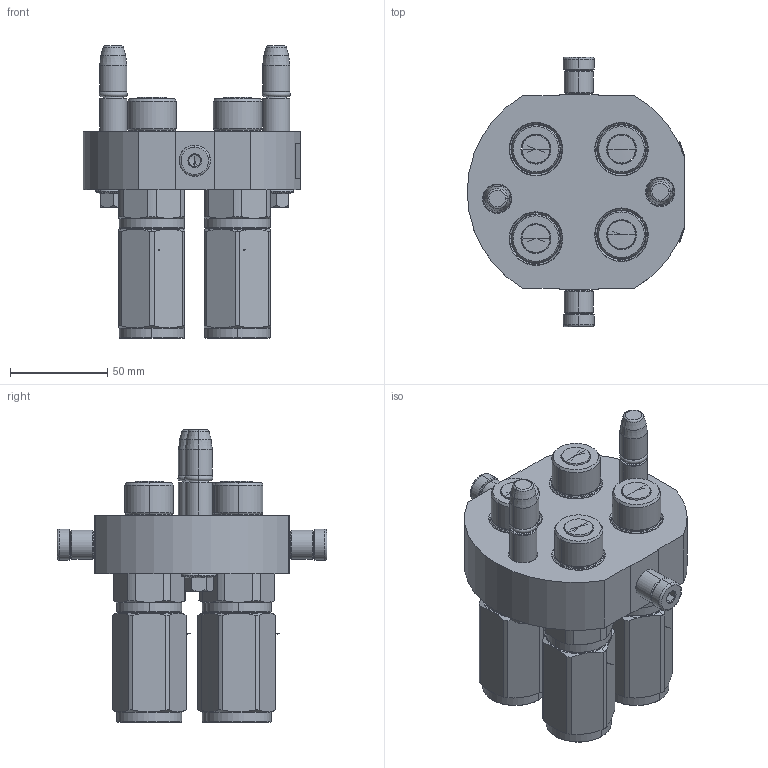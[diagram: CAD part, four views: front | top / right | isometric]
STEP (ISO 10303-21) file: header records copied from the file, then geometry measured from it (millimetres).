
FILE_DESCRIPTION (( 'STEP AP214' ), '1' );
FILE_NAME ('FASTER.step', '2022-02-21T16:24:00', ( '' ), ( '' ), 'SwSTEP 2.0', 'SolidWorks 2017', '' );
FILE_SCHEMA (( 'AUTOMOTIVE_DESIGN' ));
Length unit declared in the file: millimetre
Products named in the file (11): P508_M_BASE; et002_piegata; or2_62x9_19_m; 3ffnp12-34s_m; 4830_013_3000_030; 4830_021_0000_000; FASTER; 1540_080_0008_000; 4830_028_1000_011; 4830_010_0000_022
Assembly tree (18 placements, depth 3):
  FASTER
    P508_M_BASE
      4830_010_0000_022
      4830_013_3000_030  x2
      4830_028_1000_011  x2
      4830_021_0000_000  x2
      1540_080_0008_000  x2
      or2_62x9_19_m  x2
    3ffnp12-34s_m  x4
      3ffnp12-34s_m
    et002_piegata
Bounding box: 111.8 x 138.6 x 150.2 mm (x, y, z)
Volume: 2874.1 mm3; surface area: 133215.4 mm2
Topology: 5 solids, 60 shells, 1944 faces, 5983 edges, 3994 vertices
Faces by surface type: plane 976, cone 356, cylinder 349, bspline 143, torus 120
Entity records: 41568 total; most frequent: CARTESIAN_POINT 11253, ORIENTED_EDGE 5552, DIRECTION 5209, EDGE_CURVE 2980, VERTEX_POINT 1958, LINE 1951, VECTOR 1951, AXIS2_PLACEMENT_3D 1629
